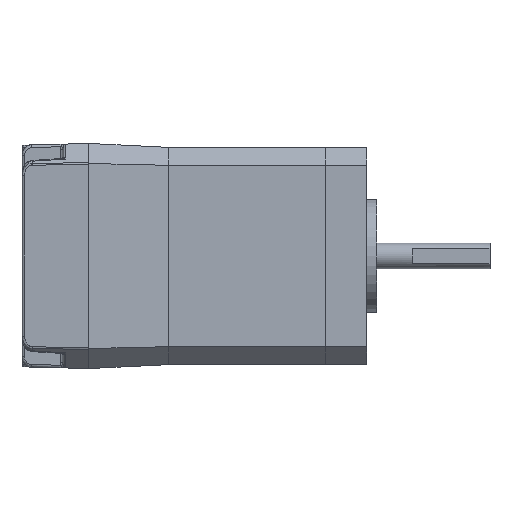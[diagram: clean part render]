
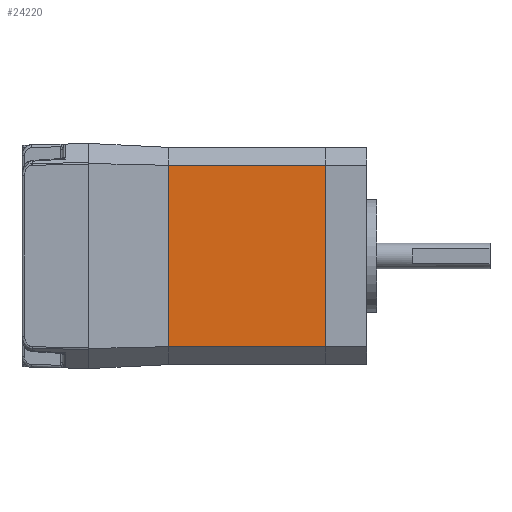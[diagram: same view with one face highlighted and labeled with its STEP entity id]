
A CAD part, left-side view. The second image highlights one B-rep face of the part: STEP entity #24220.
In plain terms, the highlighted planar face has unit normal (-1, 0, 0).
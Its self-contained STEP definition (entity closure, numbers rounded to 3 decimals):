
#24157 = ORIENTED_EDGE ( 'NONE', *, *, #24159, .F. ) ;
#24159 = EDGE_CURVE ( 'NONE', #24189, #24234, #49753, .T. ) ;
#24162 = ORIENTED_EDGE ( 'NONE', *, *, #24187, .T. ) ;
#24183 = VERTEX_POINT ( 'NONE', #49829 ) ;
#24187 = EDGE_CURVE ( 'NONE', #24189, #24183, #49823, .T. ) ;
#24189 = VERTEX_POINT ( 'NONE', #49818 ) ;
#24220 = ADVANCED_FACE ( 'NONE', ( #49890 ), #49889, .F. ) ;
#24222 = EDGE_LOOP ( 'NONE', ( #24224, #24231, #24157, #24162 ) ) ;
#24224 = ORIENTED_EDGE ( 'NONE', *, *, #24226, .T. ) ;
#24226 = EDGE_CURVE ( 'NONE', #24183, #24229, #49880, .T. ) ;
#24229 = VERTEX_POINT ( 'NONE', #49937 ) ;
#24231 = ORIENTED_EDGE ( 'NONE', *, *, #24233, .F. ) ;
#24233 = EDGE_CURVE ( 'NONE', #24234, #24229, #49934, .T. ) ;
#24234 = VERTEX_POINT ( 'NONE', #49930 ) ;
#49750 = DIRECTION ( 'NONE',  ( 0., 0., 1. ) ) ;
#49751 = VECTOR ( 'NONE', #49750, 1000. ) ;
#49752 = CARTESIAN_POINT ( 'NONE',  ( -21.15, 30.6, -17.65 ) ) ;
#49753 = LINE ( 'NONE', #49752, #49751 ) ;
#49818 = CARTESIAN_POINT ( 'NONE',  ( -21.15, 30.6, -17.65 ) ) ;
#49820 = DIRECTION ( 'NONE',  ( 0., -1., 0. ) ) ;
#49821 = VECTOR ( 'NONE', #49820, 1000. ) ;
#49822 = CARTESIAN_POINT ( 'NONE',  ( -21.15, 30.6, -17.65 ) ) ;
#49823 = LINE ( 'NONE', #49822, #49821 ) ;
#49829 = CARTESIAN_POINT ( 'NONE',  ( -21.15, 0., -17.65 ) ) ;
#49877 = DIRECTION ( 'NONE',  ( 0., 0., 1. ) ) ;
#49878 = VECTOR ( 'NONE', #49877, 1000. ) ;
#49879 = CARTESIAN_POINT ( 'NONE',  ( -21.15, 0., -17.65 ) ) ;
#49880 = LINE ( 'NONE', #49879, #49878 ) ;
#49885 = DIRECTION ( 'NONE',  ( 0., 0., -1. ) ) ;
#49886 = DIRECTION ( 'NONE',  ( 1., 0., 0. ) ) ;
#49887 = CARTESIAN_POINT ( 'NONE',  ( -21.15, 30.6, -17.65 ) ) ;
#49888 = AXIS2_PLACEMENT_3D ( 'NONE', #49887, #49886, #49885 ) ;
#49889 = PLANE ( 'NONE',  #49888 ) ;
#49890 = FACE_OUTER_BOUND ( 'NONE', #24222, .T. ) ;
#49930 = CARTESIAN_POINT ( 'NONE',  ( -21.15, 30.6, 17.65 ) ) ;
#49931 = DIRECTION ( 'NONE',  ( 0., -1., 0. ) ) ;
#49932 = VECTOR ( 'NONE', #49931, 1000. ) ;
#49933 = CARTESIAN_POINT ( 'NONE',  ( -21.15, 30.6, 17.65 ) ) ;
#49934 = LINE ( 'NONE', #49933, #49932 ) ;
#49937 = CARTESIAN_POINT ( 'NONE',  ( -21.15, 0., 17.65 ) ) ;
